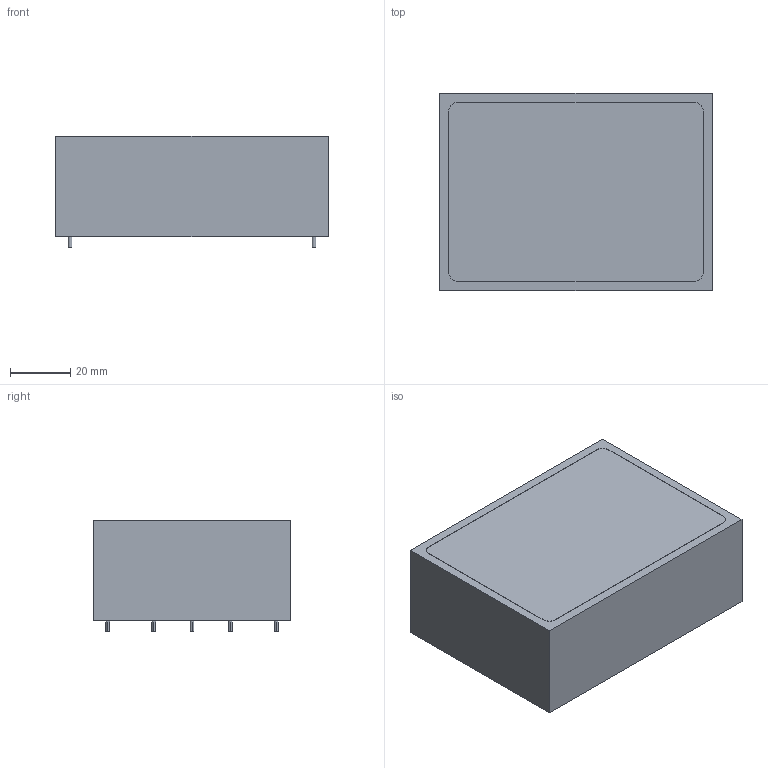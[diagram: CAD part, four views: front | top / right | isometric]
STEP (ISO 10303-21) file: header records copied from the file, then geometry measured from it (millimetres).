
FILE_DESCRIPTION((''),'2;1');
FILE_NAME('PWS_TRACO_TPM305xx.stp','2011-09-16T09:00:03',(''),(''),'Mechanical Desktop 2011','Mechanical Desktop 2011',', , ');
FILE_SCHEMA(('AUTOMOTIVE_DESIGN { 1 2 10303 214 1 1 1 1 }'));
Length unit declared in the file: millimetre
Products named in the file (1): Product
Bounding box: 90.5 x 65.5 x 37.1 mm (x, y, z)
Volume: 198362.7 mm3; surface area: 33577.6 mm2
Topology: 13 solids, 13 shells, 80 faces, 150 edges, 100 vertices
Faces by surface type: cylinder 42, plane 38
Entity records: 2101 total; most frequent: DIRECTION 396, CARTESIAN_POINT 331, ORIENTED_EDGE 300, AXIS2_PLACEMENT_3D 165, EDGE_CURVE 150, VERTEX_POINT 100, EDGE_LOOP 92, CIRCLE 84
